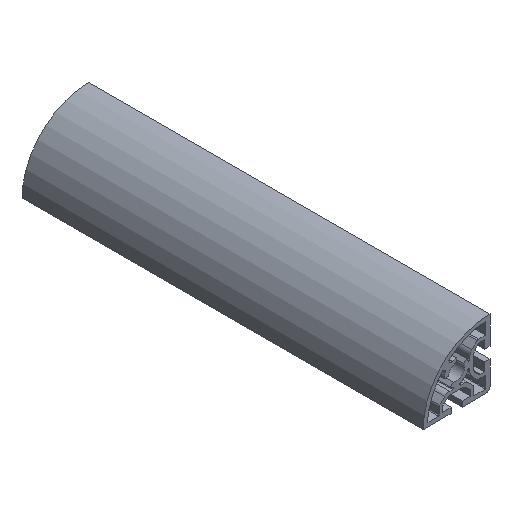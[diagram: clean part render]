
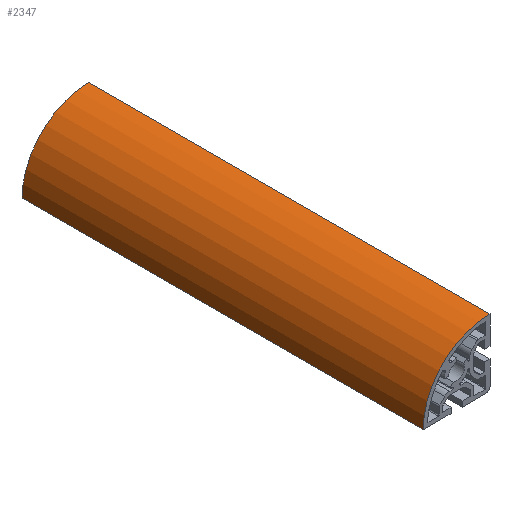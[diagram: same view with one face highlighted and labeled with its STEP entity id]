
A CAD part, isometric view. The second image highlights one B-rep face of the part: STEP entity #2347.
In plain terms, the highlighted cylindrical face has radius 50 mm (diameter 100 mm), a partial arc.
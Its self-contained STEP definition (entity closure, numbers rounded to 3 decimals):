
#98 = VECTOR ( 'NONE', #3254, 1000. ) ;
#104 = VECTOR ( 'NONE', #3259, 1000. ) ;
#122 = CIRCLE ( 'NONE', #186, 50. ) ;
#136 = AXIS2_PLACEMENT_3D ( 'NONE', #1938, #1933, #1911 ) ;
#186 = AXIS2_PLACEMENT_3D ( 'NONE', #3273, #3285, #3278 ) ;
#310 = CIRCLE ( 'NONE', #313, 50. ) ;
#313 = AXIS2_PLACEMENT_3D ( 'NONE', #3507, #3526, #3508 ) ;
#579 = EDGE_LOOP ( 'NONE', ( #665, #1618, #1617, #691 ) ) ;
#665 = ORIENTED_EDGE ( 'NONE', *, *, #2505, .F. ) ;
#691 = ORIENTED_EDGE ( 'NONE', *, *, #2493, .T. ) ;
#1315 = VERTEX_POINT ( 'NONE', #1532 ) ;
#1321 = VERTEX_POINT ( 'NONE', #1525 ) ;
#1355 = VERTEX_POINT ( 'NONE', #1568 ) ;
#1387 = VERTEX_POINT ( 'NONE', #1863 ) ;
#1525 = CARTESIAN_POINT ( 'NONE',  ( 25., -25., 0. ) ) ;
#1532 = CARTESIAN_POINT ( 'NONE',  ( -25., 25., 0. ) ) ;
#1568 = CARTESIAN_POINT ( 'NONE',  ( 25., -25., -300. ) ) ;
#1617 = ORIENTED_EDGE ( 'NONE', *, *, #2577, .T. ) ;
#1618 = ORIENTED_EDGE ( 'NONE', *, *, #2496, .F. ) ;
#1863 = CARTESIAN_POINT ( 'NONE',  ( -25., 25., -300. ) ) ;
#1911 = DIRECTION ( 'NONE',  ( 1., 0., 0. ) ) ;
#1927 = FACE_OUTER_BOUND ( 'NONE', #579, .T. ) ;
#1933 = DIRECTION ( 'NONE',  ( 0., 0., 1. ) ) ;
#1938 = CARTESIAN_POINT ( 'NONE',  ( -25., -25., -300. ) ) ;
#1945 = CYLINDRICAL_SURFACE ( 'NONE', #136, 50. ) ;
#2347 = ADVANCED_FACE ( 'CYL_7', ( #1927 ), #1945, .T. ) ;
#2493 = EDGE_CURVE ( 'NONE', #1387, #1315, #3245, .T. ) ;
#2496 = EDGE_CURVE ( 'NONE', #1355, #1321, #3242, .T. ) ;
#2505 = EDGE_CURVE ( 'NONE', #1321, #1315, #122, .T. ) ;
#2577 = EDGE_CURVE ( 'NONE', #1355, #1387, #310, .T. ) ;
#3242 = LINE ( 'NONE', #3248, #104 ) ;
#3245 = LINE ( 'NONE', #3255, #98 ) ;
#3248 = CARTESIAN_POINT ( 'NONE',  ( 25., -25., -300. ) ) ;
#3254 = DIRECTION ( 'NONE',  ( 0., 0., 1. ) ) ;
#3255 = CARTESIAN_POINT ( 'NONE',  ( -25., 25., -300. ) ) ;
#3259 = DIRECTION ( 'NONE',  ( 0., 0., 1. ) ) ;
#3273 = CARTESIAN_POINT ( 'NONE',  ( -25., -25., 0. ) ) ;
#3278 = DIRECTION ( 'NONE',  ( 1., 0., 0. ) ) ;
#3285 = DIRECTION ( 'NONE',  ( 0., 0., 1. ) ) ;
#3507 = CARTESIAN_POINT ( 'NONE',  ( -25., -25., -300. ) ) ;
#3508 = DIRECTION ( 'NONE',  ( 1., 0., 0. ) ) ;
#3526 = DIRECTION ( 'NONE',  ( 0., 0., 1. ) ) ;
